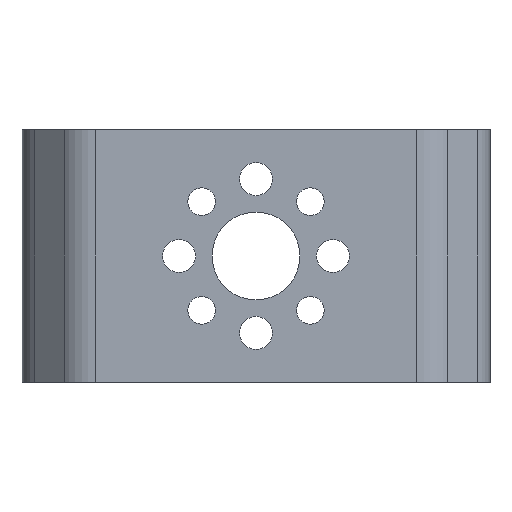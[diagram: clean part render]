
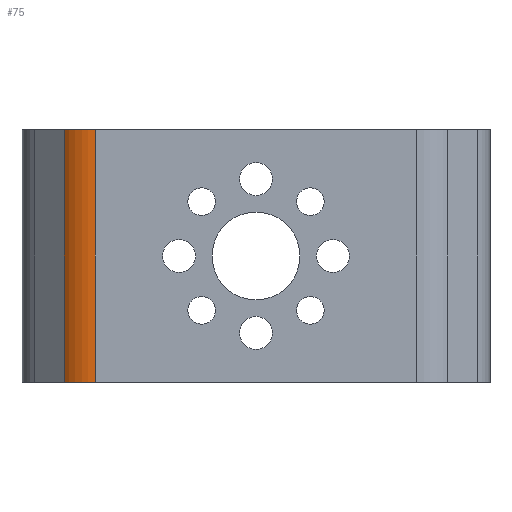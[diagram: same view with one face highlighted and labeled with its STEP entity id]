
A CAD part, front view. The second image highlights one B-rep face of the part: STEP entity #75.
In plain terms, the highlighted cylindrical face has radius 4 mm (diameter 8 mm), a partial arc.
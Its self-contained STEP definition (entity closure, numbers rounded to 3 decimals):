
#75 = ADVANCED_FACE ( 'NONE', ( #1232 ), #1638, .T. ) ;
#683 = CARTESIAN_POINT ( 'NONE',  ( -17.472, 1.172, -11.5 ) ) ;
#684 = DIRECTION ( 'NONE',  ( 1., 0., 0. ) ) ;
#685 = DIRECTION ( 'NONE',  ( 0., 0., 1. ) ) ;
#689 = CARTESIAN_POINT ( 'NONE',  ( -14.643, 4., 11.5 ) ) ;
#701 = LINE ( 'NONE', #1700, #2356 ) ;
#784 = VERTEX_POINT ( 'NONE', #2213 ) ;
#1102 = EDGE_CURVE ( 'NONE', #2723, #2342, #701, .T. ) ;
#1109 = ORIENTED_EDGE ( 'NONE', *, *, #1118, .T. ) ;
#1118 = EDGE_CURVE ( 'NONE', #2342, #2746, #2529, .T. ) ;
#1132 = ORIENTED_EDGE ( 'NONE', *, *, #1134, .F. ) ;
#1134 = EDGE_CURVE ( 'NONE', #784, #2746, #1692, .T. ) ;
#1143 = ORIENTED_EDGE ( 'NONE', *, *, #1155, .F. ) ;
#1155 = EDGE_CURVE ( 'NONE', #2723, #784, #2395, .T. ) ;
#1159 = VECTOR ( 'NONE', #2012, 1000. ) ;
#1232 = FACE_OUTER_BOUND ( 'NONE', #2911, .T. ) ;
#1251 = ORIENTED_EDGE ( 'NONE', *, *, #1102, .T. ) ;
#1268 = AXIS2_PLACEMENT_3D ( 'NONE', #689, #685, #684 ) ;
#1291 = AXIS2_PLACEMENT_3D ( 'NONE', #2092, #1990, #2281 ) ;
#1386 = DIRECTION ( 'NONE',  ( -1., 0., 0. ) ) ;
#1411 = DIRECTION ( 'NONE',  ( 0., 0., -1. ) ) ;
#1423 = CARTESIAN_POINT ( 'NONE',  ( -14.643, 4., 11.5 ) ) ;
#1486 = CARTESIAN_POINT ( 'NONE',  ( -14.643, 0., -11.5 ) ) ;
#1525 = CARTESIAN_POINT ( 'NONE',  ( -17.472, 1.172, 11.5 ) ) ;
#1638 = CYLINDRICAL_SURFACE ( 'NONE', #2656, 4. ) ;
#1692 = LINE ( 'NONE', #2134, #1159 ) ;
#1700 = CARTESIAN_POINT ( 'NONE',  ( -17.472, 1.172, 11.5 ) ) ;
#1990 = DIRECTION ( 'NONE',  ( 0., 0., 1. ) ) ;
#2012 = DIRECTION ( 'NONE',  ( 0., 0., -1. ) ) ;
#2092 = CARTESIAN_POINT ( 'NONE',  ( -14.643, 4., -11.5 ) ) ;
#2134 = CARTESIAN_POINT ( 'NONE',  ( -14.643, 0., 11.5 ) ) ;
#2213 = CARTESIAN_POINT ( 'NONE',  ( -14.643, 0., 11.5 ) ) ;
#2254 = DIRECTION ( 'NONE',  ( 0., 0., -1. ) ) ;
#2281 = DIRECTION ( 'NONE',  ( 1., 0., 0. ) ) ;
#2342 = VERTEX_POINT ( 'NONE', #683 ) ;
#2356 = VECTOR ( 'NONE', #2254, 1000. ) ;
#2395 = CIRCLE ( 'NONE', #1268, 4. ) ;
#2529 = CIRCLE ( 'NONE', #1291, 4. ) ;
#2656 = AXIS2_PLACEMENT_3D ( 'NONE', #1423, #1411, #1386 ) ;
#2723 = VERTEX_POINT ( 'NONE', #1525 ) ;
#2746 = VERTEX_POINT ( 'NONE', #1486 ) ;
#2911 = EDGE_LOOP ( 'NONE', ( #1109, #1132, #1143, #1251 ) ) ;
